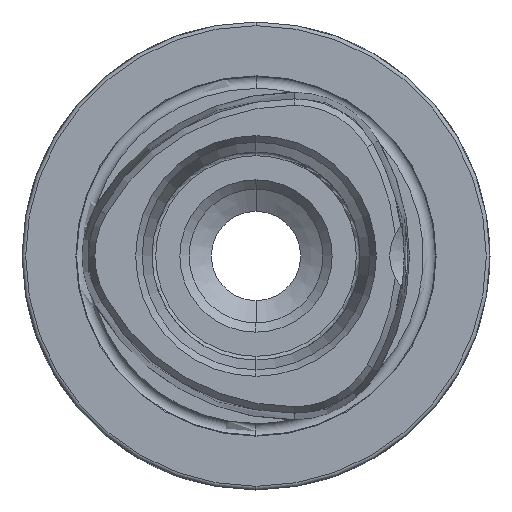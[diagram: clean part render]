
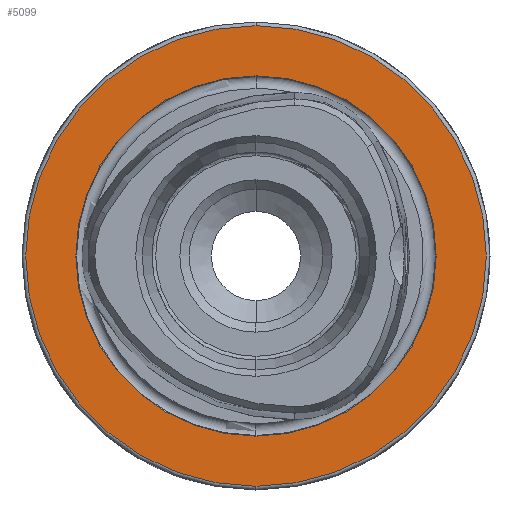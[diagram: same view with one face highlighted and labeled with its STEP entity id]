
A CAD part, left-side view. The second image highlights one B-rep face of the part: STEP entity #5099.
In plain terms, the highlighted planar face has unit normal (-1, 0, 0).
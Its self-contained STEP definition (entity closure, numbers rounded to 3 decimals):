
#245 = AXIS2_PLACEMENT_3D ( 'NONE', #4354, #4355, #4356 ) ;
#246 = AXIS2_PLACEMENT_3D ( 'NONE', #4349, #4350, #4351 ) ;
#461 = ORIENTED_EDGE ( 'NONE', *, *, #7203, .F. ) ;
#462 = ORIENTED_EDGE ( 'NONE', *, *, #6030, .F. ) ;
#463 = ORIENTED_EDGE ( 'NONE', *, *, #6026, .T. ) ;
#464 = ORIENTED_EDGE ( 'NONE', *, *, #7202, .T. ) ;
#762 = CARTESIAN_POINT ( 'NONE',  ( 0., 24.25, 0. ) ) ;
#765 = PLANE ( 'NONE',  #2848 ) ;
#767 = DIRECTION ( 'NONE',  ( 1., 0., 0. ) ) ;
#768 = DIRECTION ( 'NONE',  ( 0., 0., -1. ) ) ;
#1351 = EDGE_LOOP ( 'NONE', ( #463, #464 ) ) ;
#1352 = EDGE_LOOP ( 'NONE', ( #461, #462 ) ) ;
#2325 = CARTESIAN_POINT ( 'NONE',  ( 0., 0., -31. ) ) ;
#2334 = CARTESIAN_POINT ( 'NONE',  ( 0., 0., 31. ) ) ;
#2351 = CARTESIAN_POINT ( 'NONE',  ( 0., 0., -24.25 ) ) ;
#2352 = CARTESIAN_POINT ( 'NONE',  ( 0., 0., 24.25 ) ) ;
#2752 = AXIS2_PLACEMENT_3D ( 'NONE', #5425, #5426, #5427 ) ;
#2758 = AXIS2_PLACEMENT_3D ( 'NONE', #5438, #5439, #5440 ) ;
#2848 = AXIS2_PLACEMENT_3D ( 'NONE', #762, #767, #768 ) ;
#3384 = CIRCLE ( 'NONE', #246, 31. ) ;
#3385 = CIRCLE ( 'NONE', #245, 24.25 ) ;
#4349 = CARTESIAN_POINT ( 'NONE',  ( 0., 0., 0. ) ) ;
#4350 = DIRECTION ( 'NONE',  ( -1., 0., 0. ) ) ;
#4351 = DIRECTION ( 'NONE',  ( 0., 0., 1. ) ) ;
#4354 = CARTESIAN_POINT ( 'NONE',  ( 0., 0., 0. ) ) ;
#4355 = DIRECTION ( 'NONE',  ( -1., 0., 0. ) ) ;
#4356 = DIRECTION ( 'NONE',  ( 0., 0., 1. ) ) ;
#4975 = FACE_BOUND ( 'NONE', #1352, .T. ) ;
#4990 = FACE_OUTER_BOUND ( 'NONE', #1351, .T. ) ;
#5099 = ADVANCED_FACE ( 'NONE', ( #4975, #4990 ), #765, .F. ) ;
#5425 = CARTESIAN_POINT ( 'NONE',  ( 0., 0., 0. ) ) ;
#5426 = DIRECTION ( 'NONE',  ( -1., 0., 0. ) ) ;
#5427 = DIRECTION ( 'NONE',  ( 0., 0., 1. ) ) ;
#5438 = CARTESIAN_POINT ( 'NONE',  ( 0., 0., 0. ) ) ;
#5439 = DIRECTION ( 'NONE',  ( -1., 0., 0. ) ) ;
#5440 = DIRECTION ( 'NONE',  ( 0., 0., 1. ) ) ;
#5565 = CIRCLE ( 'NONE', #2752, 31. ) ;
#5567 = CIRCLE ( 'NONE', #2758, 24.25 ) ;
#5768 = VERTEX_POINT ( 'NONE', #2325 ) ;
#5777 = VERTEX_POINT ( 'NONE', #2334 ) ;
#5794 = VERTEX_POINT ( 'NONE', #2351 ) ;
#5795 = VERTEX_POINT ( 'NONE', #2352 ) ;
#6026 = EDGE_CURVE ( 'NONE', #5777, #5768, #5565, .T. ) ;
#6030 = EDGE_CURVE ( 'NONE', #5794, #5795, #5567, .T. ) ;
#7202 = EDGE_CURVE ( 'NONE', #5768, #5777, #3384, .T. ) ;
#7203 = EDGE_CURVE ( 'NONE', #5795, #5794, #3385, .T. ) ;
